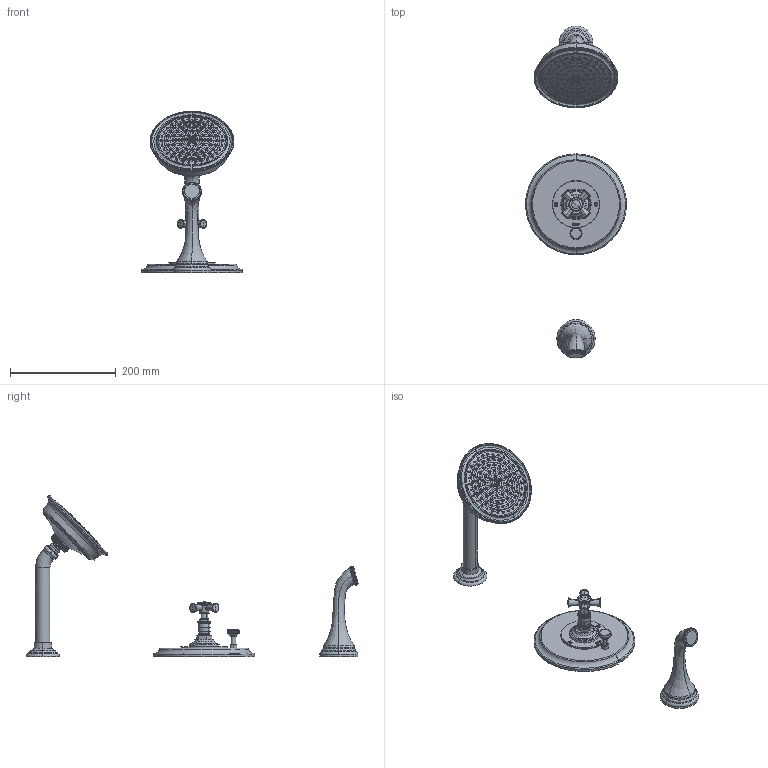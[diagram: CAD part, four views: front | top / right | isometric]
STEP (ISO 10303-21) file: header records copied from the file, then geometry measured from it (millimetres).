
FILE_DESCRIPTION((''),'2;1');
FILE_NAME('3-2902BP_','2021-08-26T16:32:20',('rsmith'),(''),'CREO PARAMETRIC BY PTC INC, 2018400','CREO PARAMETRIC BY PTC INC, 2018400','');
FILE_SCHEMA(('AUTOMOTIVE_DESIGN { 1 0 10303 214 1 1 1 1 }'));
Products named in the file (1): 3-2902BP_
Bounding box: 190.5 x 626.8 x 304.73 mm (x, y, z)
Volume: 1069234.1 mm3; surface area: 209997 mm2
Topology: 42 solids, 44 shells, 2219 faces, 5208 edges, 3333 vertices
Faces by surface type: plane 796, cylinder 569, torus 320, cone 225, bspline 150, extrusion 95, sphere 64
Entity records: 140179 total; most frequent: CARTESIAN_POINT 59086, ORIENTED_EDGE 10384, DIRECTION 9766, PRESENTATION_STYLE_ASSIGNMENT 7234, STYLED_ITEM 5238, CURVE_STYLE 5192, EDGE_CURVE 5192, AXIS2_PLACEMENT_3D 4195
